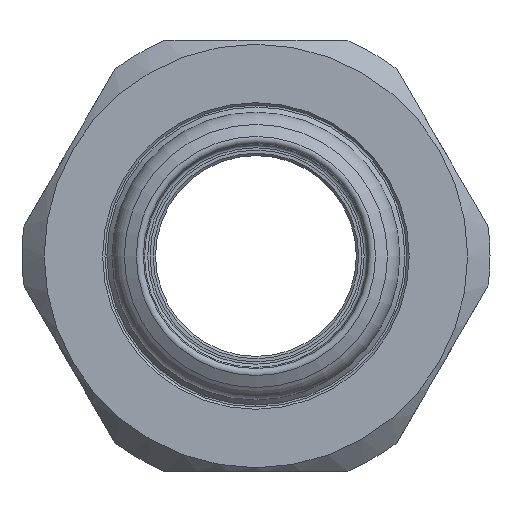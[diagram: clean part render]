
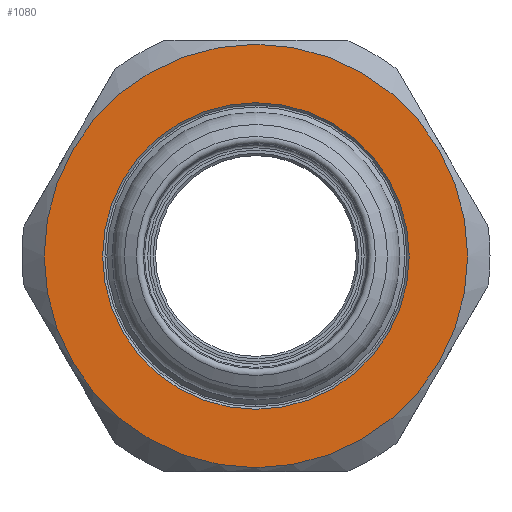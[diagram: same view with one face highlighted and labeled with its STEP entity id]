
A CAD part, left-side view. The second image highlights one B-rep face of the part: STEP entity #1080.
In plain terms, the highlighted planar face has unit normal (-1, 0, 0).
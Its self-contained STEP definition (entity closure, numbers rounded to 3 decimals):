
#40=FACE_BOUND('',#207,.T.);
#101=PLANE('',#1257);
#135=FACE_OUTER_BOUND('',#206,.T.);
#206=EDGE_LOOP('',(#820));
#207=EDGE_LOOP('',(#821));
#381=CIRCLE('',#1237,27.);
#391=CIRCLE('',#1256,19.55);
#485=VERTEX_POINT('',#1866);
#494=VERTEX_POINT('',#1901);
#600=EDGE_CURVE('',#485,#485,#381,.T.);
#614=EDGE_CURVE('',#494,#494,#391,.T.);
#820=ORIENTED_EDGE('',*,*,#600,.T.);
#821=ORIENTED_EDGE('',*,*,#614,.F.);
#1080=ADVANCED_FACE('',(#135,#40),#101,.T.);
#1237=AXIS2_PLACEMENT_3D('',#1868,#1446,#1447);
#1256=AXIS2_PLACEMENT_3D('',#1902,#1487,#1488);
#1257=AXIS2_PLACEMENT_3D('',#1904,#1490,#1491);
#1446=DIRECTION('center_axis',(-1.,0.,0.));
#1447=DIRECTION('ref_axis',(0.,1.,0.));
#1487=DIRECTION('center_axis',(-1.,0.,0.));
#1488=DIRECTION('ref_axis',(0.,0.,-1.));
#1490=DIRECTION('center_axis',(-1.,0.,0.));
#1491=DIRECTION('ref_axis',(0.,0.,1.));
#1866=CARTESIAN_POINT('',(-21.,-27.,0.));
#1868=CARTESIAN_POINT('Origin',(-21.,0.,0.));
#1901=CARTESIAN_POINT('',(-21.,0.,19.55));
#1902=CARTESIAN_POINT('Origin',(-21.,0.,0.));
#1904=CARTESIAN_POINT('Origin',(-21.,0.,0.));
